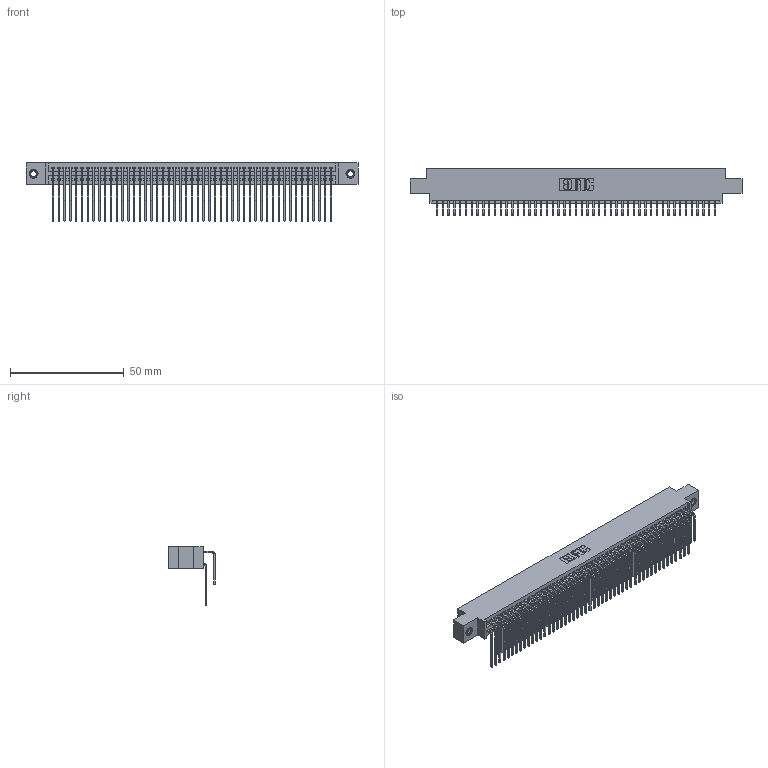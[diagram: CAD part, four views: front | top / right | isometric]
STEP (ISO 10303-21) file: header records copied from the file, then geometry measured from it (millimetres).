
FILE_DESCRIPTION (( 'STEP AP203' ), '1' );
FILE_NAME ('395-098-559-807.STEP', '2019-10-26T14:22:25', ( '' ), ( '' ), 'SwSTEP 2.0', 'SolidWorks 2016', '' );
FILE_SCHEMA (( 'CONFIG_CONTROL_DESIGN' ));
Length unit declared in the file: inch
Products named in the file (5): 345 Part_0.170 Offset - 0.156 Dia-TI; 345-292-001_558 559 Tail - 1; 345-292-001_559 Tail - 2; 345-250-001_345-250-005-103; 395-098-559-807
Assembly tree (101 placements, depth 2):
  395-098-559-807
    345 Part_0.170 Offset - 0.156 Dia-TI
    345-292-001_558 559 Tail - 1  x49
    345-292-001_559 Tail - 2  x49
    345-250-001_345-250-005-103  x2
Bounding box: 145.67 x 20.56 x 25.53 mm (x, y, z)
Volume: 14653.8 mm3; surface area: 24626.2 mm2
Topology: 101 solids, 101 shells, 5286 faces, 15679 edges, 10314 vertices
Faces by surface type: plane 3546, cylinder 1724, cone 12, torus 4
Entity records: 40474 total; most frequent: CARTESIAN_POINT 6806, ORIENTED_EDGE 6682, DIRECTION 5991, EDGE_CURVE 3341, LINE 2953, VECTOR 2953, VERTEX_POINT 2220, AXIS2_PLACEMENT_3D 1519
